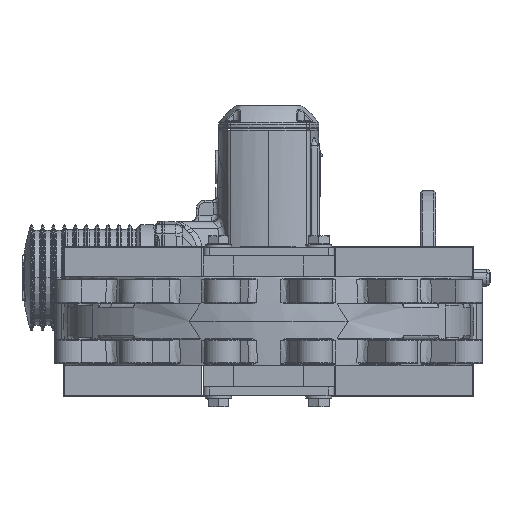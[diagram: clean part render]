
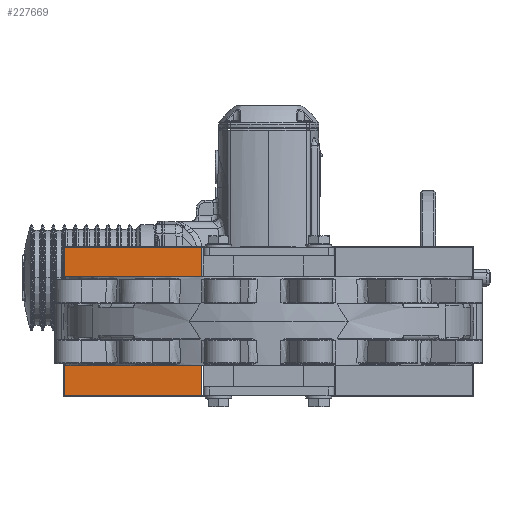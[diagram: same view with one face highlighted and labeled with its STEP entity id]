
A CAD part, front view. The second image highlights one B-rep face of the part: STEP entity #227669.
In plain terms, the highlighted planar face has unit normal (0, -1, 0).
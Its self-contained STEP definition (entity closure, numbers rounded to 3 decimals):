
#44883 = ORIENTED_EDGE ( 'NONE', *, *, #75970, .F. ) ;
#44885 = ORIENTED_EDGE ( 'NONE', *, *, #76565, .F. ) ;
#44886 = ORIENTED_EDGE ( 'NONE', *, *, #76566, .F. ) ;
#44887 = ORIENTED_EDGE ( 'NONE', *, *, #76564, .T. ) ;
#75970 = EDGE_CURVE ( 'NONE', #153000, #152998, #220792, .T. ) ;
#76564 = EDGE_CURVE ( 'NONE', #205660, #152998, #221029, .T. ) ;
#76565 = EDGE_CURVE ( 'NONE', #205660, #205778, #221030, .T. ) ;
#76566 = EDGE_CURVE ( 'NONE', #205778, #153000, #221031, .T. ) ;
#81648 = AXIS2_PLACEMENT_3D ( 'NONE', #101490, #101493, #101496 ) ;
#87009 = CARTESIAN_POINT ( 'NONE',  ( -234., 881., -85. ) ) ;
#87011 = CARTESIAN_POINT ( 'NONE',  ( -77., 881., -85. ) ) ;
#101487 = PLANE ( 'NONE',  #81648 ) ;
#101490 = CARTESIAN_POINT ( 'NONE',  ( -235., 881., 86. ) ) ;
#101493 = DIRECTION ( 'NONE',  ( 0., -1., 0. ) ) ;
#101496 = DIRECTION ( 'NONE',  ( 0., 0., 1. ) ) ;
#103673 = FACE_OUTER_BOUND ( 'NONE', #169595, .T. ) ;
#128916 = CARTESIAN_POINT ( 'NONE',  ( -234., 881., 85. ) ) ;
#129132 = CARTESIAN_POINT ( 'NONE',  ( -77., 881., 85. ) ) ;
#152998 = VERTEX_POINT ( 'NONE', #87009 ) ;
#153000 = VERTEX_POINT ( 'NONE', #87011 ) ;
#169595 = EDGE_LOOP ( 'NONE', ( #44885, #44887, #44883, #44886 ) ) ;
#205660 = VERTEX_POINT ( 'NONE', #128916 ) ;
#205778 = VERTEX_POINT ( 'NONE', #129132 ) ;
#212632 = VECTOR ( 'NONE', #220111, 1000. ) ;
#213128 = VECTOR ( 'NONE', #230925, 1000. ) ;
#213129 = VECTOR ( 'NONE', #230927, 1000. ) ;
#213130 = VECTOR ( 'NONE', #230929, 1000. ) ;
#220109 = CARTESIAN_POINT ( 'NONE',  ( -80., 881., -85. ) ) ;
#220111 = DIRECTION ( 'NONE',  ( -1., 0., 0. ) ) ;
#220792 = LINE ( 'NONE', #220109, #212632 ) ;
#221029 = LINE ( 'NONE', #230924, #213128 ) ;
#221030 = LINE ( 'NONE', #230926, #213129 ) ;
#221031 = LINE ( 'NONE', #230928, #213130 ) ;
#227669 = ADVANCED_FACE ( 'NONE', ( #103673 ), #101487, .T. ) ;
#230924 = CARTESIAN_POINT ( 'NONE',  ( -234., 881., -86. ) ) ;
#230925 = DIRECTION ( 'NONE',  ( 0., 0., -1. ) ) ;
#230926 = CARTESIAN_POINT ( 'NONE',  ( -80., 881., 85. ) ) ;
#230927 = DIRECTION ( 'NONE',  ( 1., 0., 0. ) ) ;
#230928 = CARTESIAN_POINT ( 'NONE',  ( -77., 881., -86. ) ) ;
#230929 = DIRECTION ( 'NONE',  ( 0., 0., -1. ) ) ;
